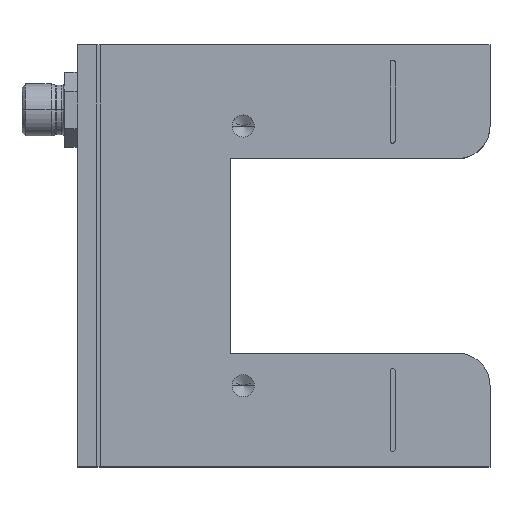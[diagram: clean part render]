
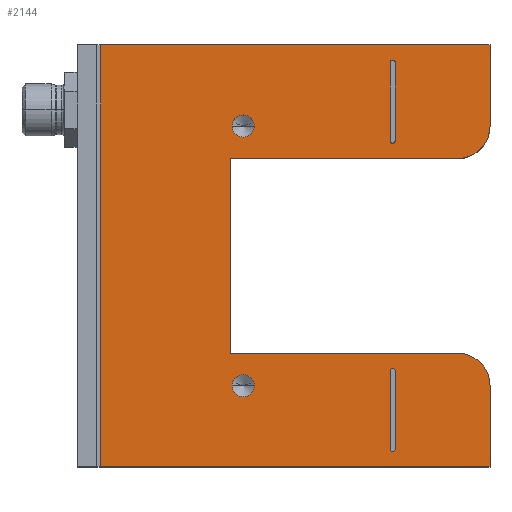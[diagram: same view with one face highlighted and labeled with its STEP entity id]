
A CAD part, top view. The second image highlights one B-rep face of the part: STEP entity #2144.
In plain terms, the highlighted planar face has unit normal (0, 0, 1).
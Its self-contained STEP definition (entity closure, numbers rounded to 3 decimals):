
#798=CARTESIAN_POINT('',(-72.246,-118.732,29.5));
#799=VERTEX_POINT('',#798);
#808=CARTESIAN_POINT('',(-75.668,-118.732,29.5));
#809=VERTEX_POINT('',#808);
#810=CARTESIAN_POINT('',(-73.957,-118.732,29.5));
#811=DIRECTION('',(0.0,0.0,-1.0));
#812=DIRECTION('',(1.0,0.0,0.0));
#813=AXIS2_PLACEMENT_3D('',#810,#811,#812);
#814=CIRCLE('',#813,1.711);
#815=EDGE_CURVE('',#809,#799,#814,.T.);
#863=CARTESIAN_POINT('',(-72.246,-78.732,29.5));
#864=VERTEX_POINT('',#863);
#873=CARTESIAN_POINT('',(-75.668,-78.732,29.5));
#874=VERTEX_POINT('',#873);
#875=CARTESIAN_POINT('',(-73.957,-78.732,29.5));
#876=DIRECTION('',(0.0,0.0,-1.0));
#877=DIRECTION('',(1.0,0.0,0.0));
#878=AXIS2_PLACEMENT_3D('',#875,#876,#877);
#879=CIRCLE('',#878,1.711);
#880=EDGE_CURVE('',#874,#864,#879,.T.);
#1348=CARTESIAN_POINT('',(-50.557,-128.482,29.5));
#1349=VERTEX_POINT('',#1348);
#1356=CARTESIAN_POINT('',(-50.557,-116.482,29.5));
#1357=VERTEX_POINT('',#1356);
#1358=CARTESIAN_POINT('',(-50.557,-116.482,29.5));
#1359=DIRECTION('',(0.0,-1.0,0.0));
#1360=VECTOR('',#1359,12.0);
#1361=LINE('',#1358,#1360);
#1362=EDGE_CURVE('',#1357,#1349,#1361,.T.);
#1388=CARTESIAN_POINT('',(-51.357,-116.482,29.5));
#1389=VERTEX_POINT('',#1388);
#1390=CARTESIAN_POINT('',(-50.957,-116.482,29.5));
#1391=DIRECTION('',(0.0,0.0,-1.0));
#1392=DIRECTION('',(1.0,0.0,0.0));
#1393=AXIS2_PLACEMENT_3D('',#1390,#1391,#1392);
#1394=CIRCLE('',#1393,0.4);
#1395=EDGE_CURVE('',#1389,#1357,#1394,.T.);
#1420=CARTESIAN_POINT('',(-51.357,-128.482,29.5));
#1421=VERTEX_POINT('',#1420);
#1422=CARTESIAN_POINT('',(-51.357,-128.482,29.5));
#1423=DIRECTION('',(0.0,1.0,0.0));
#1424=VECTOR('',#1423,12.0);
#1425=LINE('',#1422,#1424);
#1426=EDGE_CURVE('',#1421,#1389,#1425,.T.);
#1450=CARTESIAN_POINT('',(-50.957,-128.482,29.5));
#1451=DIRECTION('',(0.0,0.0,-1.0));
#1452=DIRECTION('',(1.0,0.0,0.0));
#1453=AXIS2_PLACEMENT_3D('',#1450,#1451,#1452);
#1454=CIRCLE('',#1453,0.4);
#1455=EDGE_CURVE('',#1349,#1421,#1454,.T.);
#1488=CARTESIAN_POINT('',(-50.557,-80.982,29.5));
#1489=VERTEX_POINT('',#1488);
#1496=CARTESIAN_POINT('',(-50.557,-68.982,29.5));
#1497=VERTEX_POINT('',#1496);
#1498=CARTESIAN_POINT('',(-50.557,-68.982,29.5));
#1499=DIRECTION('',(0.0,-1.0,0.0));
#1500=VECTOR('',#1499,12.0);
#1501=LINE('',#1498,#1500);
#1502=EDGE_CURVE('',#1497,#1489,#1501,.T.);
#1528=CARTESIAN_POINT('',(-51.357,-68.982,29.5));
#1529=VERTEX_POINT('',#1528);
#1530=CARTESIAN_POINT('',(-50.957,-68.982,29.5));
#1531=DIRECTION('',(0.0,0.0,-1.0));
#1532=DIRECTION('',(1.0,0.0,0.0));
#1533=AXIS2_PLACEMENT_3D('',#1530,#1531,#1532);
#1534=CIRCLE('',#1533,0.4);
#1535=EDGE_CURVE('',#1529,#1497,#1534,.T.);
#1560=CARTESIAN_POINT('',(-51.357,-80.982,29.5));
#1561=VERTEX_POINT('',#1560);
#1562=CARTESIAN_POINT('',(-51.357,-80.982,29.5));
#1563=DIRECTION('',(0.0,1.0,0.0));
#1564=VECTOR('',#1563,12.0);
#1565=LINE('',#1562,#1564);
#1566=EDGE_CURVE('',#1561,#1529,#1565,.T.);
#1590=CARTESIAN_POINT('',(-50.957,-80.982,29.5));
#1591=DIRECTION('',(0.0,0.0,-1.0));
#1592=DIRECTION('',(1.0,0.0,0.0));
#1593=AXIS2_PLACEMENT_3D('',#1590,#1591,#1592);
#1594=CIRCLE('',#1593,0.4);
#1595=EDGE_CURVE('',#1489,#1561,#1594,.T.);
#1708=CARTESIAN_POINT('',(-73.957,-78.732,29.5));
#1709=DIRECTION('',(0.0,0.0,-1.0));
#1710=DIRECTION('',(1.0,0.0,0.0));
#1711=AXIS2_PLACEMENT_3D('',#1708,#1709,#1710);
#1712=CIRCLE('',#1711,1.711);
#1713=EDGE_CURVE('',#864,#874,#1712,.T.);
#1743=CARTESIAN_POINT('',(-73.957,-118.732,29.5));
#1744=DIRECTION('',(0.0,0.0,-1.0));
#1745=DIRECTION('',(1.0,0.0,0.0));
#1746=AXIS2_PLACEMENT_3D('',#1743,#1744,#1745);
#1747=CIRCLE('',#1746,1.711);
#1748=EDGE_CURVE('',#799,#809,#1747,.T.);
#2002=CARTESIAN_POINT('',(-40.957,-113.732,29.5));
#2003=VERTEX_POINT('',#2002);
#2010=CARTESIAN_POINT('',(-35.957,-118.732,29.5));
#2011=VERTEX_POINT('',#2010);
#2012=CARTESIAN_POINT('',(-40.957,-118.732,29.5));
#2013=DIRECTION('',(0.0,0.0,-1.));
#2014=DIRECTION('',(0.707,0.707,0.0));
#2015=AXIS2_PLACEMENT_3D('',#2012,#2013,#2014);
#2016=CIRCLE('',#2015,5.);
#2017=EDGE_CURVE('',#2003,#2011,#2016,.T.);
#2045=CARTESIAN_POINT('',(-67.915,-98.732,29.5));
#2046=DIRECTION('',(0.0,0.0,1.0));
#2047=DIRECTION('',(1.0,0.0,0.0));
#2048=AXIS2_PLACEMENT_3D('',#2045,#2046,#2047);
#2049=PLANE('',#2048);
#2050=ORIENTED_EDGE('',*,*,#2017,.F.);
#2051=CARTESIAN_POINT('',(-75.957,-113.732,29.5));
#2052=VERTEX_POINT('',#2051);
#2053=CARTESIAN_POINT('',(-75.957,-113.732,29.5));
#2054=DIRECTION('',(1.0,0.0,0.0));
#2055=VECTOR('',#2054,35.0);
#2056=LINE('',#2053,#2055);
#2057=EDGE_CURVE('',#2052,#2003,#2056,.T.);
#2058=ORIENTED_EDGE('',*,*,#2057,.F.);
#2059=CARTESIAN_POINT('',(-75.957,-83.732,29.5));
#2060=VERTEX_POINT('',#2059);
#2061=CARTESIAN_POINT('',(-75.957,-83.732,29.5));
#2062=DIRECTION('',(0.0,-1.0,0.0));
#2063=VECTOR('',#2062,30.0);
#2064=LINE('',#2061,#2063);
#2065=EDGE_CURVE('',#2060,#2052,#2064,.T.);
#2066=ORIENTED_EDGE('',*,*,#2065,.F.);
#2067=CARTESIAN_POINT('',(-40.957,-83.732,29.5));
#2068=VERTEX_POINT('',#2067);
#2069=CARTESIAN_POINT('',(-40.957,-83.732,29.5));
#2070=DIRECTION('',(-1.0,0.0,0.0));
#2071=VECTOR('',#2070,35.0);
#2072=LINE('',#2069,#2071);
#2073=EDGE_CURVE('',#2068,#2060,#2072,.T.);
#2074=ORIENTED_EDGE('',*,*,#2073,.F.);
#2075=CARTESIAN_POINT('',(-35.957,-78.732,29.5));
#2076=VERTEX_POINT('',#2075);
#2077=CARTESIAN_POINT('',(-40.957,-78.732,29.5));
#2078=DIRECTION('',(0.0,0.0,-1.));
#2079=DIRECTION('',(0.707,-0.707,0.0));
#2080=AXIS2_PLACEMENT_3D('',#2077,#2078,#2079);
#2081=CIRCLE('',#2080,5.);
#2082=EDGE_CURVE('',#2076,#2068,#2081,.T.);
#2083=ORIENTED_EDGE('',*,*,#2082,.F.);
#2084=CARTESIAN_POINT('',(-35.957,-66.232,29.5));
#2085=VERTEX_POINT('',#2084);
#2086=CARTESIAN_POINT('',(-35.957,-66.232,29.5));
#2087=DIRECTION('',(0.0,-1.0,0.0));
#2088=VECTOR('',#2087,12.5);
#2089=LINE('',#2086,#2088);
#2090=EDGE_CURVE('',#2085,#2076,#2089,.T.);
#2091=ORIENTED_EDGE('',*,*,#2090,.F.);
#2092=CARTESIAN_POINT('',(-95.957,-66.232,29.5));
#2093=VERTEX_POINT('',#2092);
#2094=CARTESIAN_POINT('',(-95.957,-66.232,29.5));
#2095=DIRECTION('',(1.0,0.0,0.0));
#2096=VECTOR('',#2095,60.0);
#2097=LINE('',#2094,#2096);
#2098=EDGE_CURVE('',#2093,#2085,#2097,.T.);
#2099=ORIENTED_EDGE('',*,*,#2098,.F.);
#2100=CARTESIAN_POINT('',(-95.957,-131.232,29.5));
#2101=VERTEX_POINT('',#2100);
#2102=CARTESIAN_POINT('',(-95.957,-131.232,29.5));
#2103=DIRECTION('',(0.0,1.0,0.0));
#2104=VECTOR('',#2103,65.0);
#2105=LINE('',#2102,#2104);
#2106=EDGE_CURVE('',#2101,#2093,#2105,.T.);
#2107=ORIENTED_EDGE('',*,*,#2106,.F.);
#2108=CARTESIAN_POINT('',(-35.957,-131.232,29.5));
#2109=VERTEX_POINT('',#2108);
#2110=CARTESIAN_POINT('',(-35.957,-131.232,29.5));
#2111=DIRECTION('',(-1.0,0.0,0.0));
#2112=VECTOR('',#2111,60.0);
#2113=LINE('',#2110,#2112);
#2114=EDGE_CURVE('',#2109,#2101,#2113,.T.);
#2115=ORIENTED_EDGE('',*,*,#2114,.F.);
#2116=CARTESIAN_POINT('',(-35.957,-118.732,29.5));
#2117=DIRECTION('',(0.0,-1.0,0.0));
#2118=VECTOR('',#2117,12.5);
#2119=LINE('',#2116,#2118);
#2120=EDGE_CURVE('',#2011,#2109,#2119,.T.);
#2121=ORIENTED_EDGE('',*,*,#2120,.F.);
#2122=EDGE_LOOP('',(#2050,#2058,#2066,#2074,#2083,#2091,#2099,#2107,#2115,#2121));
#2123=FACE_OUTER_BOUND('',#2122,.T.);
#2124=ORIENTED_EDGE('',*,*,#1362,.T.);
#2125=ORIENTED_EDGE('',*,*,#1455,.T.);
#2126=ORIENTED_EDGE('',*,*,#1426,.T.);
#2127=ORIENTED_EDGE('',*,*,#1395,.T.);
#2128=EDGE_LOOP('',(#2124,#2125,#2126,#2127));
#2129=FACE_BOUND('',#2128,.T.);
#2130=ORIENTED_EDGE('',*,*,#1502,.T.);
#2131=ORIENTED_EDGE('',*,*,#1595,.T.);
#2132=ORIENTED_EDGE('',*,*,#1566,.T.);
#2133=ORIENTED_EDGE('',*,*,#1535,.T.);
#2134=EDGE_LOOP('',(#2130,#2131,#2132,#2133));
#2135=FACE_BOUND('',#2134,.T.);
#2136=ORIENTED_EDGE('',*,*,#1713,.T.);
#2137=ORIENTED_EDGE('',*,*,#880,.T.);
#2138=EDGE_LOOP('',(#2136,#2137));
#2139=FACE_BOUND('',#2138,.T.);
#2140=ORIENTED_EDGE('',*,*,#1748,.T.);
#2141=ORIENTED_EDGE('',*,*,#815,.T.);
#2142=EDGE_LOOP('',(#2140,#2141));
#2143=FACE_BOUND('',#2142,.T.);
#2144=ADVANCED_FACE('',(#2123,#2129,#2135,#2139,#2143),#2049,.T.);
